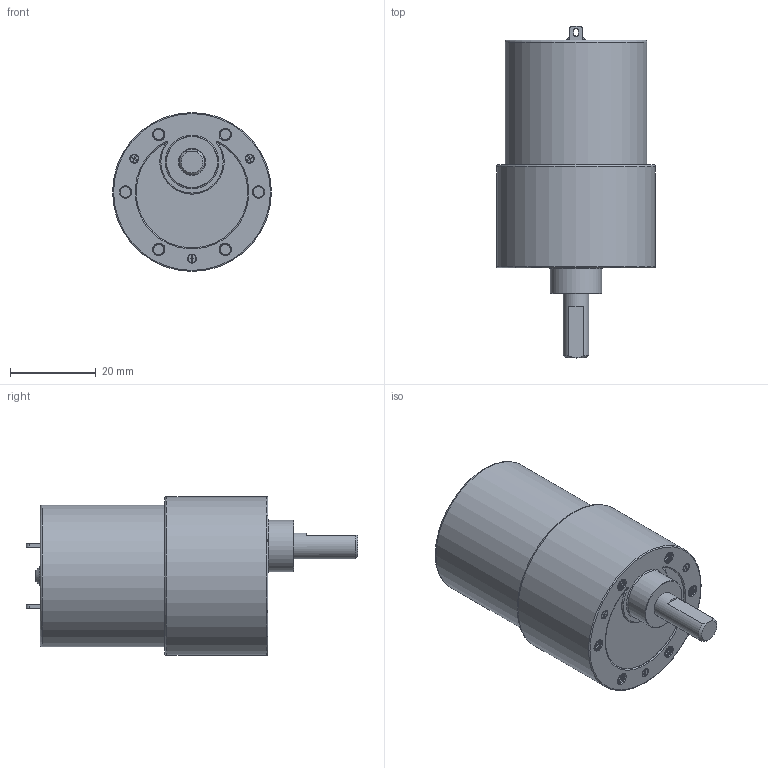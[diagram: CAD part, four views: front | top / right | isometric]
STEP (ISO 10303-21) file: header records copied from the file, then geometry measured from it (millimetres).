
FILE_DESCRIPTION(/* description */ ('Unknown'),/* implementation_level */ '2;1');
FILE_NAME(/* name */ 'FIT0186',/* time_stamp */ '2025-07-24T11:45:35+02:00',/* author */ ('Unknown'),/* organization */ ('Unknown'),/* preprocessor_version */ 'ST-DEVELOPER v19.4',/* originating_system */ 'Solid Edge',/* authorisation */ 'Unknown');
FILE_SCHEMA (('AUTOMOTIVE_DESIGN {1 0 10303 214 3 1 1}'));
Length unit declared in the file: millimetre
Products named in the file (1): FIT0186
Bounding box: 37 x 77.3 x 37 mm (x, y, z)
Volume: 50941 mm3; surface area: 9025.7 mm2
Topology: 1 solids, 1 shells, 230 faces, 607 edges, 401 vertices
Faces by surface type: cylinder 105, plane 92, bspline 12, cone 12, torus 9
Full cylindrical faces by diameter (mm): 1.9 x3, 2 x3, 2.459 x60, 4.512 x1, 6 x1, 6.1 x1, 12 x1, 30 x1, 33 x1, 37 x1
Entity records: 21938 total; most frequent: CARTESIAN_POINT 16820, DIRECTION 795, ORIENTED_EDGE 750, EDGE_CURVE 375, AXIS2_PLACEMENT_3D 305, VERTEX_POINT 266, EDGE_LOOP 245, FACE_BOUND 245
